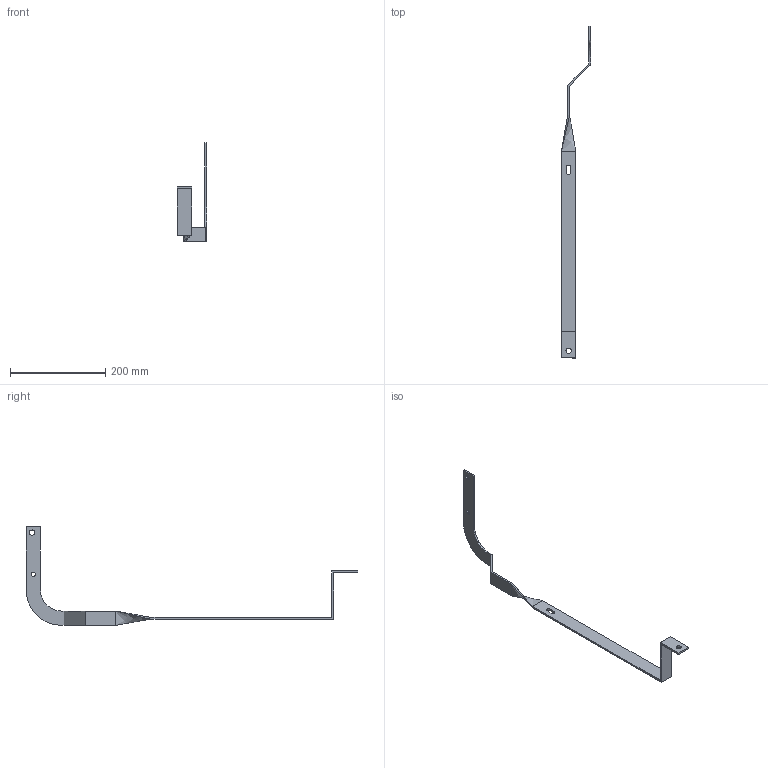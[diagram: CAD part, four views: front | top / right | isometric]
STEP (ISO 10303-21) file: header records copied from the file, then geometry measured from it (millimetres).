
FILE_DESCRIPTION (( 'STEP AP214' ), '1' );
FILE_NAME ('Øèíà Ñ ãàá.1 250À.STEP', '2016-09-01T08:19:30', ( 'user' ), ( '' ), 'SwSTEP 2.0', 'SolidWorks 2014', '' );
FILE_SCHEMA (( 'AUTOMOTIVE_DESIGN' ));
Length unit declared in the file: millimetre
Products named in the file (1): Øèíà Ñ ãàá.1 250À
Bounding box: 61 x 696 x 207 mm (x, y, z)
Volume: 110821.3 mm3; surface area: 64521.8 mm2
Topology: 1 solids, 1 shells, 37 faces, 97 edges, 62 vertices
Faces by surface type: plane 22, cylinder 11, bspline 4
Entity records: 1211 total; most frequent: CARTESIAN_POINT 241, ORIENTED_EDGE 194, DIRECTION 187, EDGE_CURVE 97, VECTOR 75, LINE 75, VERTEX_POINT 62, AXIS2_PLACEMENT_3D 56
